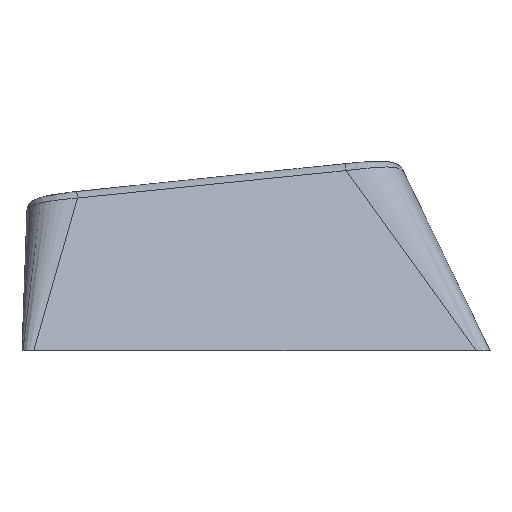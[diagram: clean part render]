
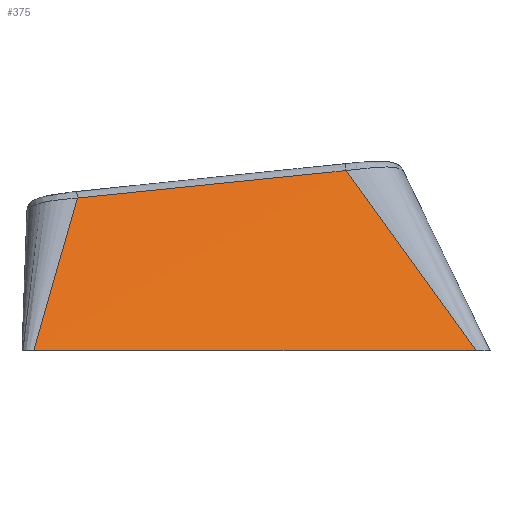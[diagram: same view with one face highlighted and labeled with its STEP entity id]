
A CAD part, left-side view. The second image highlights one B-rep face of the part: STEP entity #375.
In plain terms, the highlighted free-form (B-spline) face has degree [3, 1] with [4, 2] control points.
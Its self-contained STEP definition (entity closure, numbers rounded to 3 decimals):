
#133 = VERTEX_POINT('',#134);
#134 = CARTESIAN_POINT('',(-9.05,-8.52,0.));
#157 = EDGE_CURVE('',#133,#158,#160,.T.);
#158 = VERTEX_POINT('',#159);
#159 = CARTESIAN_POINT('',(-9.05,8.593,0.));
#160 = B_SPLINE_CURVE_WITH_KNOTS('',1,(#161,#162),.UNSPECIFIED.,.F.,.F.,
  (2,2),(18.633,35.746),.PIECEWISE_BEZIER_KNOTS.);
#161 = CARTESIAN_POINT('',(-9.05,-8.52,0.));
#162 = CARTESIAN_POINT('',(-9.05,8.593,0.));
#375 = ADVANCED_FACE('',(#376),#407,.F.);
#376 = FACE_BOUND('',#377,.F.);
#377 = EDGE_LOOP('',(#378,#389,#396,#397));
#378 = ORIENTED_EDGE('',*,*,#379,.T.);
#379 = EDGE_CURVE('',#380,#382,#384,.T.);
#380 = VERTEX_POINT('',#381);
#381 = CARTESIAN_POINT('',(-6.17,6.906,5.903));
#382 = VERTEX_POINT('',#383);
#383 = CARTESIAN_POINT('',(-6.152,-3.485,6.964));
#384 = B_SPLINE_CURVE_WITH_KNOTS('',3,(#385,#386,#387,#388),
  .UNSPECIFIED.,.F.,.F.,(4,4),(-0.12,10.325),
  .PIECEWISE_BEZIER_KNOTS.);
#385 = CARTESIAN_POINT('',(-6.17,6.906,5.903));
#386 = CARTESIAN_POINT('',(-6.163,3.442,6.255));
#387 = CARTESIAN_POINT('',(-6.157,-0.022,6.609));
#388 = CARTESIAN_POINT('',(-6.152,-3.485,6.964));
#389 = ORIENTED_EDGE('',*,*,#390,.F.);
#390 = EDGE_CURVE('',#133,#382,#391,.T.);
#391 = B_SPLINE_CURVE_WITH_KNOTS('',3,(#392,#393,#394,#395),
  .UNSPECIFIED.,.F.,.F.,(4,4),(0.224,9.429),
  .PIECEWISE_BEZIER_KNOTS.);
#392 = CARTESIAN_POINT('',(-9.05,-8.52,0.));
#393 = CARTESIAN_POINT('',(-8.106,-6.846,2.321));
#394 = CARTESIAN_POINT('',(-7.146,-5.168,4.641));
#395 = CARTESIAN_POINT('',(-6.152,-3.485,6.964));
#396 = ORIENTED_EDGE('',*,*,#157,.T.);
#397 = ORIENTED_EDGE('',*,*,#398,.T.);
#398 = EDGE_CURVE('',#158,#380,#399,.T.);
#399 = B_SPLINE_CURVE_WITH_KNOTS('',3,(#400,#401,#402,#403,#404,#405,
    #406),.UNSPECIFIED.,.F.,.F.,(4,3,4),(0.016,0.268,
    7.011),.UNSPECIFIED.);
#400 = CARTESIAN_POINT('',(-9.05,8.593,0.));
#401 = CARTESIAN_POINT('',(-9.015,8.573,0.071));
#402 = CARTESIAN_POINT('',(-8.979,8.552,0.142));
#403 = CARTESIAN_POINT('',(-8.944,8.532,0.213));
#404 = CARTESIAN_POINT('',(-7.995,7.988,2.11));
#405 = CARTESIAN_POINT('',(-7.064,7.445,4.009));
#406 = CARTESIAN_POINT('',(-6.17,6.906,5.903));
#407 = B_SPLINE_SURFACE_WITH_KNOTS('',3,1,(
    (#408,#409)
    ,(#410,#411)
    ,(#412,#413)
    ,(#414,#415
  )),.UNSPECIFIED.,.F.,.F.,.F.,(4,4),(2,2),(0.,8.845),(-54.3,-36.2
    ),.PIECEWISE_BEZIER_KNOTS.);
#408 = CARTESIAN_POINT('',(-6.025,-5.436,7.484));
#409 = CARTESIAN_POINT('',(-6.025,8.837,6.));
#410 = CARTESIAN_POINT('',(-7.034,-6.642,4.989));
#411 = CARTESIAN_POINT('',(-7.034,8.907,4.));
#412 = CARTESIAN_POINT('',(-8.042,-7.848,2.495));
#413 = CARTESIAN_POINT('',(-8.042,8.977,2.));
#414 = CARTESIAN_POINT('',(-9.05,-9.053,0.));
#415 = CARTESIAN_POINT('',(-9.05,9.047,0.));
